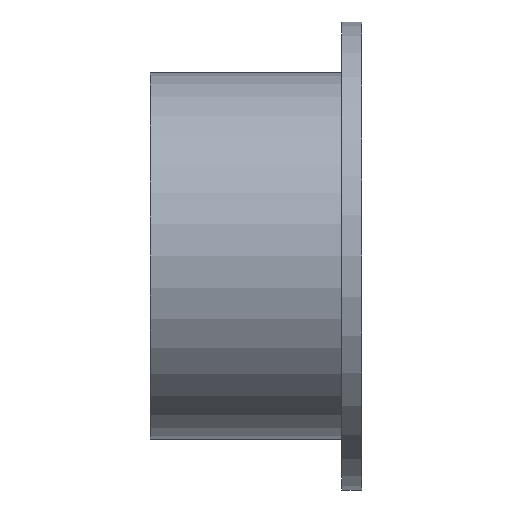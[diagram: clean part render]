
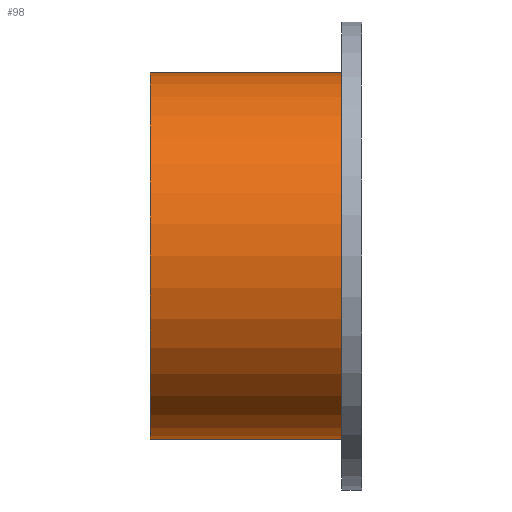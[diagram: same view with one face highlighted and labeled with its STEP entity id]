
A CAD part, left-side view. The second image highlights one B-rep face of the part: STEP entity #98.
In plain terms, the highlighted cylindrical face has radius 27.5 mm (diameter 55 mm), a partial arc.
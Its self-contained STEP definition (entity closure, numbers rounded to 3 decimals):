
#14 = EDGE_LOOP ( 'NONE', ( #664, #444, #646, #895 ) ) ;
#16 = DIRECTION ( 'NONE',  ( 0., 0., -1. ) ) ;
#41 = VECTOR ( 'NONE', #370, 1000. ) ;
#83 = CARTESIAN_POINT ( 'NONE',  ( 0., 31.7, -27.5 ) ) ;
#98 = ADVANCED_FACE ( 'NONE', ( #433 ), #725, .T. ) ;
#130 = CIRCLE ( 'NONE', #923, 27.5 ) ;
#133 = CARTESIAN_POINT ( 'NONE',  ( 0., 3., 27.5 ) ) ;
#147 = EDGE_CURVE ( 'NONE', #347, #844, #130, .T. ) ;
#160 = VECTOR ( 'NONE', #924, 1000. ) ;
#176 = DIRECTION ( 'NONE',  ( 0., -1., 0. ) ) ;
#205 = EDGE_CURVE ( 'NONE', #347, #377, #228, .T. ) ;
#228 = LINE ( 'NONE', #83, #41 ) ;
#232 = CARTESIAN_POINT ( 'NONE',  ( 0., 31.7, 0. ) ) ;
#243 = CIRCLE ( 'NONE', #390, 27.5 ) ;
#329 = CARTESIAN_POINT ( 'NONE',  ( 0., 3., 0. ) ) ;
#347 = VERTEX_POINT ( 'NONE', #909 ) ;
#370 = DIRECTION ( 'NONE',  ( 0., -1., 0. ) ) ;
#377 = VERTEX_POINT ( 'NONE', #623 ) ;
#384 = VERTEX_POINT ( 'NONE', #133 ) ;
#385 = DIRECTION ( 'NONE',  ( 0., 1., 0. ) ) ;
#390 = AXIS2_PLACEMENT_3D ( 'NONE', #329, #385, #766 ) ;
#415 = LINE ( 'NONE', #863, #160 ) ;
#433 = FACE_OUTER_BOUND ( 'NONE', #14, .T. ) ;
#440 = DIRECTION ( 'NONE',  ( 0., 1., 0. ) ) ;
#444 = ORIENTED_EDGE ( 'NONE', *, *, #147, .F. ) ;
#623 = CARTESIAN_POINT ( 'NONE',  ( 0., 3., -27.5 ) ) ;
#646 = ORIENTED_EDGE ( 'NONE', *, *, #205, .T. ) ;
#664 = ORIENTED_EDGE ( 'NONE', *, *, #908, .F. ) ;
#673 = DIRECTION ( 'NONE',  ( 0., 0., 1. ) ) ;
#725 = CYLINDRICAL_SURFACE ( 'NONE', #905, 27.5 ) ;
#766 = DIRECTION ( 'NONE',  ( 0., 0., 1. ) ) ;
#776 = EDGE_CURVE ( 'NONE', #377, #384, #243, .T. ) ;
#815 = CARTESIAN_POINT ( 'NONE',  ( 0., 31.7, 0. ) ) ;
#844 = VERTEX_POINT ( 'NONE', #845 ) ;
#845 = CARTESIAN_POINT ( 'NONE',  ( 0., 31.7, 27.5 ) ) ;
#863 = CARTESIAN_POINT ( 'NONE',  ( 0., 31.7, 27.5 ) ) ;
#895 = ORIENTED_EDGE ( 'NONE', *, *, #776, .T. ) ;
#905 = AXIS2_PLACEMENT_3D ( 'NONE', #232, #176, #16 ) ;
#908 = EDGE_CURVE ( 'NONE', #844, #384, #415, .T. ) ;
#909 = CARTESIAN_POINT ( 'NONE',  ( 0., 31.7, -27.5 ) ) ;
#923 = AXIS2_PLACEMENT_3D ( 'NONE', #815, #440, #673 ) ;
#924 = DIRECTION ( 'NONE',  ( 0., -1., 0. ) ) ;
